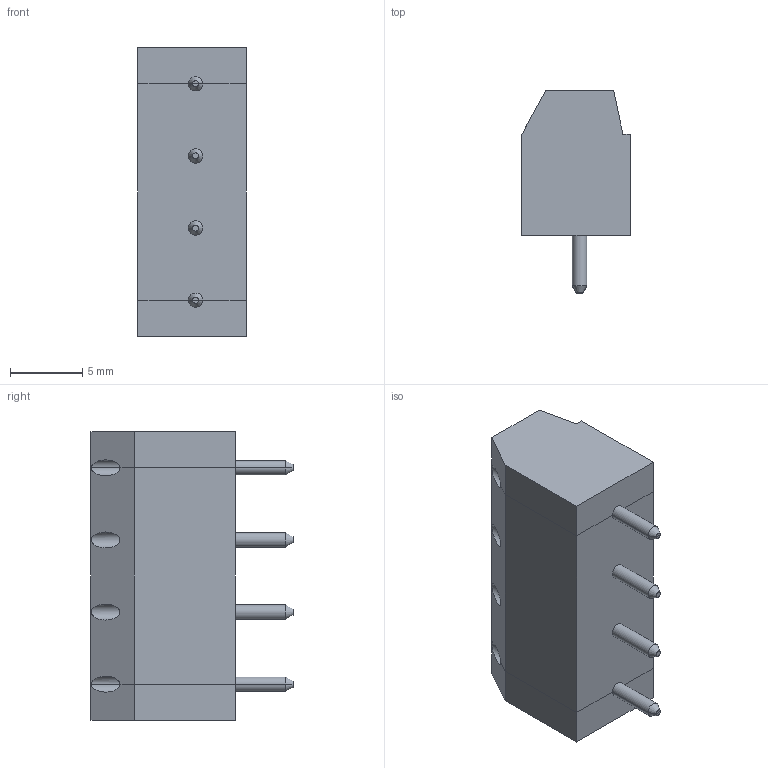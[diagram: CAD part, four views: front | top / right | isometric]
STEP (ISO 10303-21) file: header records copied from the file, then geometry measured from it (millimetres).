
FILE_DESCRIPTION( ( 'Unknown' ), '1' );
FILE_NAME( '691135710004.stp', 'Unknown', ( 'Unknown' ), ( 'Unknown' ), 'PSStep 17.0.49', 'Unknown', ' ' );
FILE_SCHEMA( ( 'AUTOMOTIVE_DESIGN { 1 0 10303 214 1 1 1 1 }' ) );
Length unit declared in the file: millimetre
Products named in the file (4): Assem1; CZI5_SX; CZI5_DX; CZI5_CNT
Assembly tree (3 placements, depth 2):
  Assem1
    CZI5_SX
    CZI5_DX
    CZI5_CNT
Bounding box: 7.5 x 14 x 20 mm (x, y, z)
Volume: 1018.5 mm3; surface area: 1829.3 mm2
Topology: 3 solids, 3 shells, 271 faces, 793 edges, 530 vertices
Faces by surface type: plane 217, cylinder 48, cone 6
Full cylindrical faces by diameter (mm): 1 x2, 1.1 x2, 2.6 x2, 3 x2, 3.6 x2
Entity records: 11053 total; most frequent: CARTESIAN_POINT 1570, ORIENTED_EDGE 1546, DIRECTION 1439, EDGE_CURVE 773, LINE 657, VECTOR 657, VERTEX_POINT 522, AXIS2_PLACEMENT_3D 391
